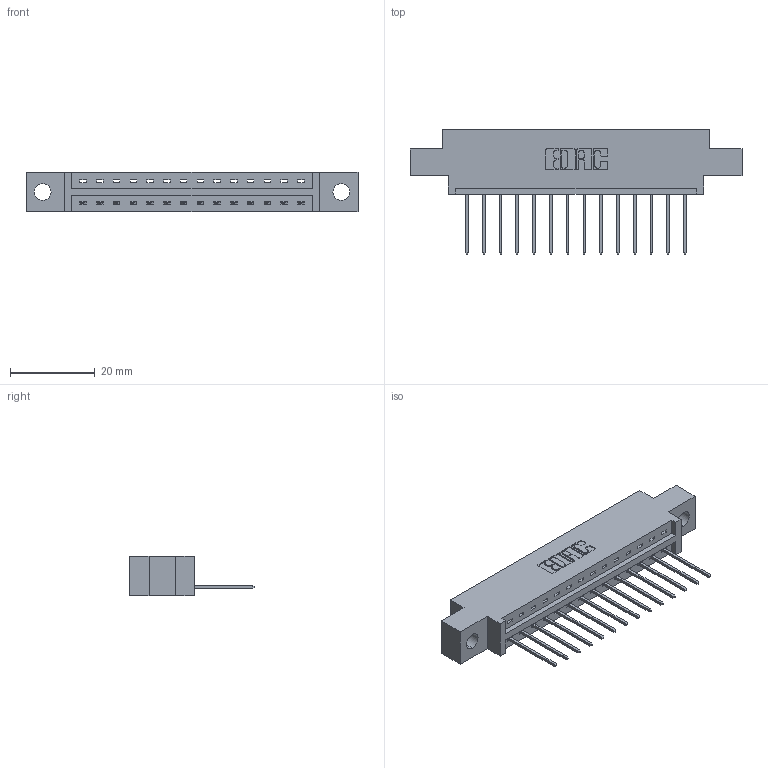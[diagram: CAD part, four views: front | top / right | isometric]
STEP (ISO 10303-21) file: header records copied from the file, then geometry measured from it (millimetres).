
FILE_DESCRIPTION (( 'STEP AP203' ), '1' );
FILE_NAME ('337-014-540-604.STEP', '2019-09-28T15:46:08', ( '' ), ( '' ), 'SwSTEP 2.0', 'SolidWorks 2016', '' );
FILE_SCHEMA (( 'CONFIG_CONTROL_DESIGN' ));
Length unit declared in the file: inch
Products named in the file (3): 345-292-001_345-293-140; 337-014-540-604; 337 Part_0.170 Offset - 0.156 Dia-TH
Assembly tree (15 placements, depth 2):
  337-014-540-604
    337 Part_0.170 Offset - 0.156 Dia-TH
    345-292-001_345-293-140  x14
Bounding box: 78.49 x 29.47 x 9.4 mm (x, y, z)
Volume: 7620.5 mm3; surface area: 7751.7 mm2
Topology: 15 solids, 15 shells, 986 faces, 2955 edges, 1950 vertices
Faces by surface type: plane 718, cylinder 268
Entity records: 14181 total; most frequent: CARTESIAN_POINT 2476, ORIENTED_EDGE 2426, DIRECTION 2141, EDGE_CURVE 1213, LINE 1085, VECTOR 1085, VERTEX_POINT 806, AXIS2_PLACEMENT_3D 528
